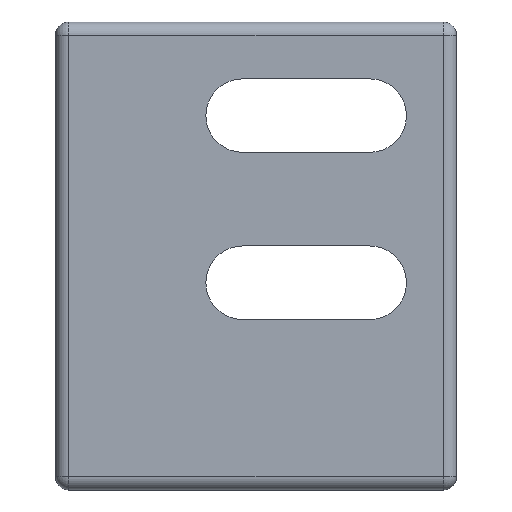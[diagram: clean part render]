
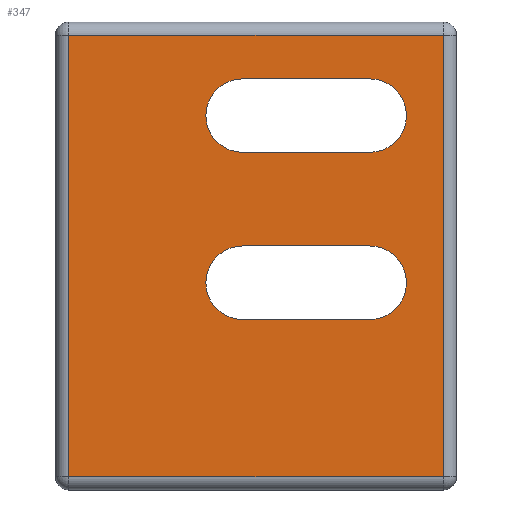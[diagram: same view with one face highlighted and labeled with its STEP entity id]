
A CAD part, left-side view. The second image highlights one B-rep face of the part: STEP entity #347.
In plain terms, the highlighted planar face has unit normal (-1, 0, 0).
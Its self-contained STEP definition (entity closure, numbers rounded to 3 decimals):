
#19 = DIRECTION ( 'NONE',  ( 1., 0., 0. ) ) ;
#28 = CARTESIAN_POINT ( 'NONE',  ( 0., 1., 24. ) ) ;
#55 = VERTEX_POINT ( 'NONE', #1542 ) ;
#67 = CARTESIAN_POINT ( 'NONE',  ( 0., 6.5, 5.5 ) ) ;
#88 = VERTEX_POINT ( 'NONE', #1087 ) ;
#104 = CARTESIAN_POINT ( 'NONE',  ( 0., 29., -9. ) ) ;
#129 = LINE ( 'NONE', #1120, #159 ) ;
#145 = LINE ( 'NONE', #799, #400 ) ;
#158 = EDGE_CURVE ( 'NONE', #1491, #881, #1093, .T. ) ;
#159 = VECTOR ( 'NONE', #1662, 1000. ) ;
#162 = CARTESIAN_POINT ( 'NONE',  ( 0., 1., -9. ) ) ;
#169 = FACE_OUTER_BOUND ( 'NONE', #1649, .T. ) ;
#174 = CARTESIAN_POINT ( 'NONE',  ( 0., 6.5, 15.25 ) ) ;
#185 = DIRECTION ( 'NONE',  ( 0., 0., -1. ) ) ;
#222 = EDGE_CURVE ( 'NONE', #502, #55, #1197, .T. ) ;
#240 = EDGE_CURVE ( 'NONE', #88, #1440, #298, .T. ) ;
#259 = VECTOR ( 'NONE', #1318, 1000. ) ;
#285 = ORIENTED_EDGE ( 'NONE', *, *, #158, .T. ) ;
#294 = LINE ( 'NONE', #1169, #1334 ) ;
#296 = ORIENTED_EDGE ( 'NONE', *, *, #1595, .T. ) ;
#298 = LINE ( 'NONE', #1324, #259 ) ;
#300 = DIRECTION ( 'NONE',  ( 0., 1., 0. ) ) ;
#315 = AXIS2_PLACEMENT_3D ( 'NONE', #670, #542, #804 ) ;
#329 = CARTESIAN_POINT ( 'NONE',  ( 0., 0., 8.25 ) ) ;
#333 = VERTEX_POINT ( 'NONE', #162 ) ;
#347 = ADVANCED_FACE ( 'NONE', ( #169, #1053, #1300 ), #1070, .F. ) ;
#389 = ORIENTED_EDGE ( 'NONE', *, *, #1132, .T. ) ;
#400 = VECTOR ( 'NONE', #1431, 1000. ) ;
#415 = LINE ( 'NONE', #682, #1046 ) ;
#427 = DIRECTION ( 'NONE',  ( 0., 0., -1. ) ) ;
#448 = AXIS2_PLACEMENT_3D ( 'NONE', #1036, #1446, #1045 ) ;
#475 = CARTESIAN_POINT ( 'NONE',  ( 0., 16., 15.25 ) ) ;
#495 = CARTESIAN_POINT ( 'NONE',  ( 0., 30., 24. ) ) ;
#502 = VERTEX_POINT ( 'NONE', #475 ) ;
#542 = DIRECTION ( 'NONE',  ( 1., 0., 0. ) ) ;
#577 = VERTEX_POINT ( 'NONE', #1641 ) ;
#593 = ORIENTED_EDGE ( 'NONE', *, *, #1150, .T. ) ;
#616 = AXIS2_PLACEMENT_3D ( 'NONE', #828, #1332, #185 ) ;
#619 = AXIS2_PLACEMENT_3D ( 'NONE', #1188, #19, #427 ) ;
#637 = AXIS2_PLACEMENT_3D ( 'NONE', #67, #831, #1480 ) ;
#670 = CARTESIAN_POINT ( 'NONE',  ( 0., 0., 0. ) ) ;
#678 = ORIENTED_EDGE ( 'NONE', *, *, #240, .T. ) ;
#682 = CARTESIAN_POINT ( 'NONE',  ( 0., 0., 2.75 ) ) ;
#685 = ORIENTED_EDGE ( 'NONE', *, *, #1325, .T. ) ;
#692 = VERTEX_POINT ( 'NONE', #28 ) ;
#735 = EDGE_CURVE ( 'NONE', #1663, #1161, #1199, .T. ) ;
#758 = CARTESIAN_POINT ( 'NONE',  ( 0., 16., 2.75 ) ) ;
#799 = CARTESIAN_POINT ( 'NONE',  ( 0., 0., 20.75 ) ) ;
#804 = DIRECTION ( 'NONE',  ( 0., 0., -1. ) ) ;
#828 = CARTESIAN_POINT ( 'NONE',  ( 0., 6.5, 18. ) ) ;
#831 = DIRECTION ( 'NONE',  ( 1., 0., 0. ) ) ;
#846 = DIRECTION ( 'NONE',  ( 0., -1., 0. ) ) ;
#879 = EDGE_CURVE ( 'NONE', #577, #1491, #1604, .T. ) ;
#881 = VERTEX_POINT ( 'NONE', #1352 ) ;
#896 = LINE ( 'NONE', #495, #1545 ) ;
#922 = EDGE_CURVE ( 'NONE', #692, #88, #896, .T. ) ;
#924 = CARTESIAN_POINT ( 'NONE',  ( 0., 6.5, 8.25 ) ) ;
#967 = VECTOR ( 'NONE', #846, 1000. ) ;
#985 = CARTESIAN_POINT ( 'NONE',  ( 0., 0., -9. ) ) ;
#1015 = ORIENTED_EDGE ( 'NONE', *, *, #222, .T. ) ;
#1036 = CARTESIAN_POINT ( 'NONE',  ( 0., 16., 18. ) ) ;
#1045 = DIRECTION ( 'NONE',  ( 0., 0., -1. ) ) ;
#1046 = VECTOR ( 'NONE', #300, 1000. ) ;
#1053 = FACE_BOUND ( 'NONE', #1505, .T. ) ;
#1070 = PLANE ( 'NONE',  #315 ) ;
#1075 = ORIENTED_EDGE ( 'NONE', *, *, #879, .T. ) ;
#1087 = CARTESIAN_POINT ( 'NONE',  ( 0., 29., 24. ) ) ;
#1093 = CIRCLE ( 'NONE', #637, 2.75 ) ;
#1120 = CARTESIAN_POINT ( 'NONE',  ( 0., 1., 0. ) ) ;
#1126 = ORIENTED_EDGE ( 'NONE', *, *, #922, .T. ) ;
#1130 = EDGE_CURVE ( 'NONE', #55, #1663, #145, .T. ) ;
#1132 = EDGE_CURVE ( 'NONE', #1161, #502, #294, .T. ) ;
#1150 = EDGE_CURVE ( 'NONE', #1356, #577, #1442, .T. ) ;
#1161 = VERTEX_POINT ( 'NONE', #174 ) ;
#1169 = CARTESIAN_POINT ( 'NONE',  ( 0., 0., 15.25 ) ) ;
#1188 = CARTESIAN_POINT ( 'NONE',  ( 0., 16., 5.5 ) ) ;
#1197 = CIRCLE ( 'NONE', #448, 2.75 ) ;
#1199 = CIRCLE ( 'NONE', #616, 2.75 ) ;
#1213 = CARTESIAN_POINT ( 'NONE',  ( 0., 6.5, 20.75 ) ) ;
#1215 = EDGE_LOOP ( 'NONE', ( #1482, #389, #1015, #1614 ) ) ;
#1300 = FACE_BOUND ( 'NONE', #1215, .T. ) ;
#1315 = DIRECTION ( 'NONE',  ( 0., 1., 0. ) ) ;
#1318 = DIRECTION ( 'NONE',  ( 0., 0., -1. ) ) ;
#1324 = CARTESIAN_POINT ( 'NONE',  ( 0., 29., 0. ) ) ;
#1325 = EDGE_CURVE ( 'NONE', #1440, #333, #1489, .T. ) ;
#1332 = DIRECTION ( 'NONE',  ( 1., 0., 0. ) ) ;
#1334 = VECTOR ( 'NONE', #1315, 1000. ) ;
#1352 = CARTESIAN_POINT ( 'NONE',  ( 0., 6.5, 2.75 ) ) ;
#1356 = VERTEX_POINT ( 'NONE', #758 ) ;
#1414 = DIRECTION ( 'NONE',  ( 0., 1., 0. ) ) ;
#1431 = DIRECTION ( 'NONE',  ( 0., -1., 0. ) ) ;
#1440 = VERTEX_POINT ( 'NONE', #104 ) ;
#1442 = CIRCLE ( 'NONE', #619, 2.75 ) ;
#1446 = DIRECTION ( 'NONE',  ( 1., 0., 0. ) ) ;
#1474 = ORIENTED_EDGE ( 'NONE', *, *, #1479, .T. ) ;
#1475 = DIRECTION ( 'NONE',  ( 0., -1., 0. ) ) ;
#1479 = EDGE_CURVE ( 'NONE', #333, #692, #129, .T. ) ;
#1480 = DIRECTION ( 'NONE',  ( 0., 0., -1. ) ) ;
#1482 = ORIENTED_EDGE ( 'NONE', *, *, #735, .T. ) ;
#1489 = LINE ( 'NONE', #985, #1635 ) ;
#1491 = VERTEX_POINT ( 'NONE', #924 ) ;
#1505 = EDGE_LOOP ( 'NONE', ( #1075, #285, #296, #593 ) ) ;
#1542 = CARTESIAN_POINT ( 'NONE',  ( 0., 16., 20.75 ) ) ;
#1545 = VECTOR ( 'NONE', #1414, 1000. ) ;
#1595 = EDGE_CURVE ( 'NONE', #881, #1356, #415, .T. ) ;
#1604 = LINE ( 'NONE', #329, #967 ) ;
#1614 = ORIENTED_EDGE ( 'NONE', *, *, #1130, .T. ) ;
#1635 = VECTOR ( 'NONE', #1475, 1000. ) ;
#1641 = CARTESIAN_POINT ( 'NONE',  ( 0., 16., 8.25 ) ) ;
#1649 = EDGE_LOOP ( 'NONE', ( #1474, #1126, #678, #685 ) ) ;
#1662 = DIRECTION ( 'NONE',  ( 0., 0., 1. ) ) ;
#1663 = VERTEX_POINT ( 'NONE', #1213 ) ;
